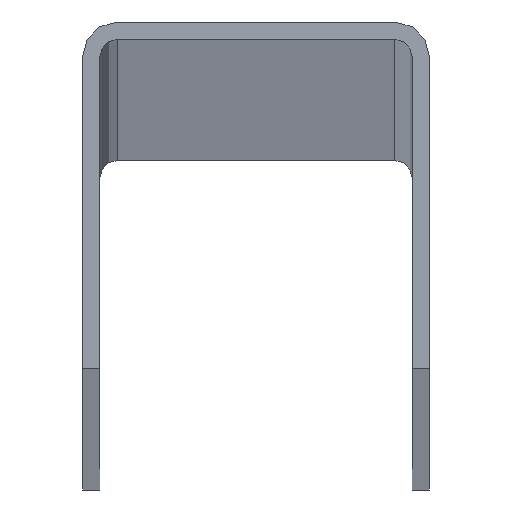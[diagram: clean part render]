
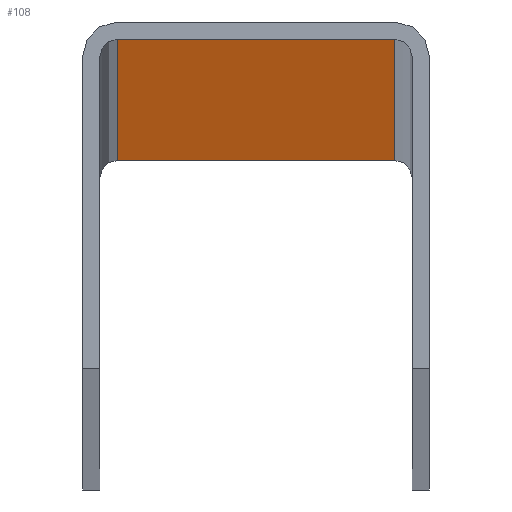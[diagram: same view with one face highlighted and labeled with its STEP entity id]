
A CAD part, top view. The second image highlights one B-rep face of the part: STEP entity #108.
In plain terms, the highlighted planar face has unit normal (0, -1, 0).
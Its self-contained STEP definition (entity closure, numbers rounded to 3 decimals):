
#11 = ORIENTED_EDGE ( 'NONE', *, *, #288, .F. ) ;
#25 = AXIS2_PLACEMENT_3D ( 'NONE', #110, #107, #261 ) ;
#53 = CARTESIAN_POINT ( 'NONE',  ( 27., 28.5, -6000. ) ) ;
#58 = LINE ( 'NONE', #244, #309 ) ;
#65 = VERTEX_POINT ( 'NONE', #438 ) ;
#78 = LINE ( 'NONE', #115, #229 ) ;
#88 = ORIENTED_EDGE ( 'NONE', *, *, #362, .T. ) ;
#91 = LINE ( 'NONE', #53, #156 ) ;
#104 = VECTOR ( 'NONE', #251, 1000. ) ;
#107 = DIRECTION ( 'NONE',  ( 0., -1., 0. ) ) ;
#108 = ADVANCED_FACE ( 'NONE', ( #141 ), #298, .T. ) ;
#110 = CARTESIAN_POINT ( 'NONE',  ( 3., 28.5, -6000. ) ) ;
#115 = CARTESIAN_POINT ( 'NONE',  ( 3., 28.5, -6000. ) ) ;
#141 = FACE_OUTER_BOUND ( 'NONE', #321, .T. ) ;
#156 = VECTOR ( 'NONE', #203, 1000. ) ;
#198 = VERTEX_POINT ( 'NONE', #311 ) ;
#203 = DIRECTION ( 'NONE',  ( 0., 0., 1. ) ) ;
#213 = VERTEX_POINT ( 'NONE', #377 ) ;
#222 = VERTEX_POINT ( 'NONE', #453 ) ;
#229 = VECTOR ( 'NONE', #419, 1000. ) ;
#242 = DIRECTION ( 'NONE',  ( 1., 0., 0. ) ) ;
#244 = CARTESIAN_POINT ( 'NONE',  ( 3., 28.5, 0. ) ) ;
#251 = DIRECTION ( 'NONE',  ( 1., 0., 0. ) ) ;
#254 = ORIENTED_EDGE ( 'NONE', *, *, #382, .T. ) ;
#261 = DIRECTION ( 'NONE',  ( 0., 0., -1. ) ) ;
#286 = CARTESIAN_POINT ( 'NONE',  ( 3., 28.5, -6000. ) ) ;
#288 = EDGE_CURVE ( 'NONE', #222, #213, #58, .T. ) ;
#298 = PLANE ( 'NONE',  #25 ) ;
#309 = VECTOR ( 'NONE', #242, 1000. ) ;
#311 = CARTESIAN_POINT ( 'NONE',  ( 27., 28.5, -6000. ) ) ;
#321 = EDGE_LOOP ( 'NONE', ( #11, #437, #88, #254 ) ) ;
#362 = EDGE_CURVE ( 'NONE', #65, #198, #387, .T. ) ;
#377 = CARTESIAN_POINT ( 'NONE',  ( 27., 28.5, 0. ) ) ;
#382 = EDGE_CURVE ( 'NONE', #198, #213, #91, .T. ) ;
#387 = LINE ( 'NONE', #286, #104 ) ;
#419 = DIRECTION ( 'NONE',  ( 0., 0., 1. ) ) ;
#437 = ORIENTED_EDGE ( 'NONE', *, *, #474, .F. ) ;
#438 = CARTESIAN_POINT ( 'NONE',  ( 3., 28.5, -6000. ) ) ;
#453 = CARTESIAN_POINT ( 'NONE',  ( 3., 28.5, 0. ) ) ;
#474 = EDGE_CURVE ( 'NONE', #65, #222, #78, .T. ) ;
